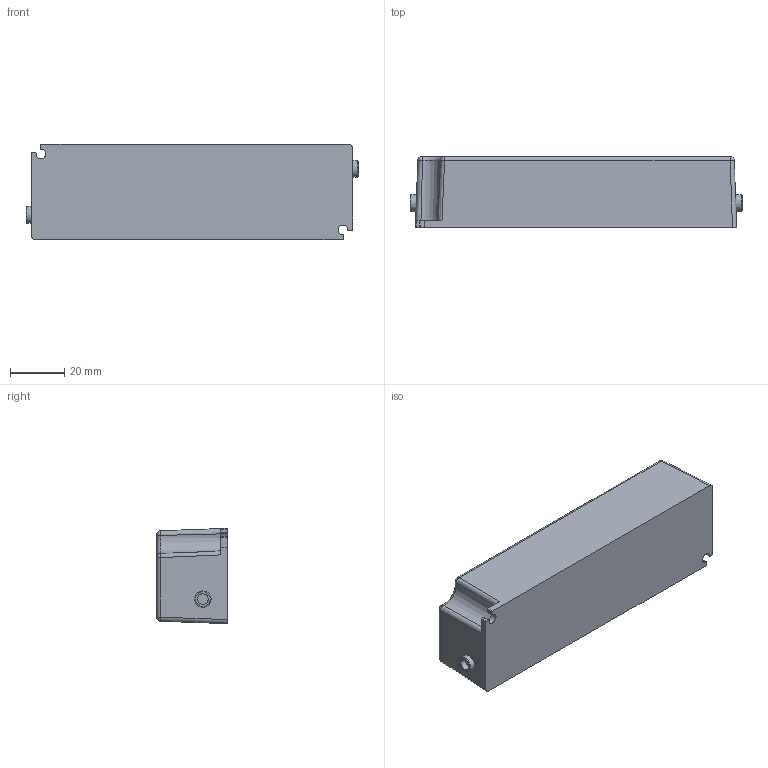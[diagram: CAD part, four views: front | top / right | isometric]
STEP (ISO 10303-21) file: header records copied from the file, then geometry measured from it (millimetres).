
FILE_DESCRIPTION(/* description */ (''),/* implementation_level */ '2;1');
FILE_NAME(/* name */ 'LED_POWER_SUPPLY v1.step',/* time_stamp */ '2020-08-07T16:05:26-04:00',/* author */ (''),/* organization */ (''),/* preprocessor_version */ 'ST-DEVELOPER v18.1',/* originating_system */ 'Autodesk Translation Framework v9.3.0.1241',/* authorisation */ '');
FILE_SCHEMA (('AUTOMOTIVE_DESIGN { 1 0 10303 214 3 1 1 }'));
Length unit declared in the file: millimetre
Products named in the file (1): LED_POWER_SUPPLY
Bounding box: 122 x 26 x 35 mm (x, y, z)
Volume: 100235 mm3; surface area: 15633.7 mm2
Topology: 1 solids, 1 shells, 62 faces, 146 edges, 91 vertices
Faces by surface type: plane 22, cylinder 18, bspline 8, sphere 6, cone 4, torus 4
Full cylindrical faces by diameter (mm): 4 x2, 6 x2
Entity records: 2456 total; most frequent: CARTESIAN_POINT 1022, ORIENTED_EDGE 292, DIRECTION 286, EDGE_CURVE 146, AXIS2_PLACEMENT_3D 114, VERTEX_POINT 91, EDGE_LOOP 67, FACE_OUTER_BOUND 62
